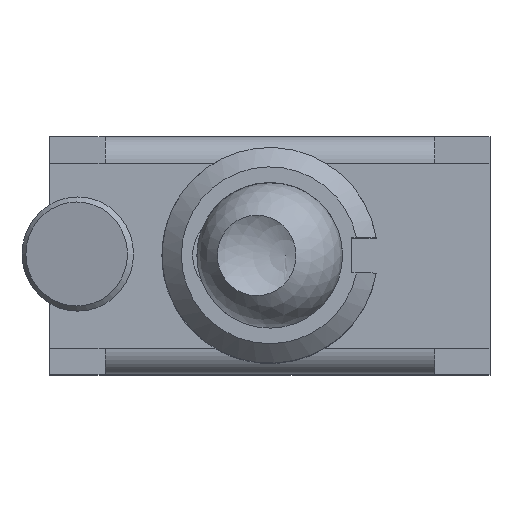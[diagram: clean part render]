
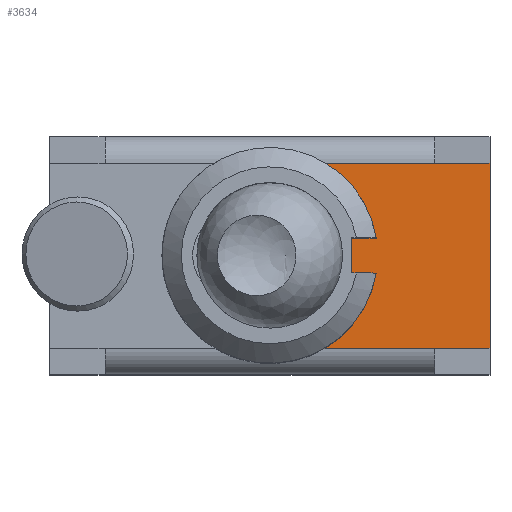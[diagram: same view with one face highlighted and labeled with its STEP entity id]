
A CAD part, top view. The second image highlights one B-rep face of the part: STEP entity #3634.
In plain terms, the highlighted planar face has unit normal (0, 0, 1).
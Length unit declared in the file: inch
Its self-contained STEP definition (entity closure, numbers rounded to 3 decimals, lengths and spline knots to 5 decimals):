
#118=PLANE('',#3975);
#380=FACE_OUTER_BOUND('',#609,.T.);
#609=EDGE_LOOP('',(#2989,#2990,#2991,#2992,#2993,#2994,#2995,#2996,#2997,
#2998));
#890=LINE('',#5763,#1290);
#893=LINE('',#5769,#1293);
#895=LINE('',#5772,#1295);
#901=LINE('',#5789,#1301);
#902=LINE('',#5791,#1302);
#903=LINE('',#5793,#1303);
#904=LINE('',#5795,#1304);
#905=LINE('',#5796,#1305);
#1290=VECTOR('',#4676,0.3937);
#1293=VECTOR('',#4681,0.3937);
#1295=VECTOR('',#4685,0.3937);
#1301=VECTOR('',#4703,0.3937);
#1302=VECTOR('',#4704,0.3937);
#1303=VECTOR('',#4705,0.3937);
#1304=VECTOR('',#4706,0.3937);
#1305=VECTOR('',#4707,0.3937);
#1602=CIRCLE('',#3971,0.12244);
#1604=CIRCLE('',#3973,0.12244);
#1788=VERTEX_POINT('',#5732);
#1790=VERTEX_POINT('',#5737);
#1797=VERTEX_POINT('',#5760);
#1798=VERTEX_POINT('',#5762);
#1799=VERTEX_POINT('',#5766);
#1800=VERTEX_POINT('',#5768);
#1805=VERTEX_POINT('',#5788);
#1806=VERTEX_POINT('',#5790);
#1807=VERTEX_POINT('',#5792);
#1808=VERTEX_POINT('',#5794);
#2211=EDGE_CURVE('',#1798,#1797,#890,.T.);
#2214=EDGE_CURVE('',#1800,#1799,#893,.T.);
#2216=EDGE_CURVE('',#1799,#1798,#895,.T.);
#2217=EDGE_CURVE('',#1790,#1800,#1602,.T.);
#2219=EDGE_CURVE('',#1797,#1788,#1604,.T.);
#2225=EDGE_CURVE('',#1788,#1805,#901,.T.);
#2226=EDGE_CURVE('',#1805,#1806,#902,.T.);
#2227=EDGE_CURVE('',#1806,#1807,#903,.T.);
#2228=EDGE_CURVE('',#1808,#1807,#904,.T.);
#2229=EDGE_CURVE('',#1790,#1808,#905,.T.);
#2989=ORIENTED_EDGE('',*,*,#2217,.T.);
#2990=ORIENTED_EDGE('',*,*,#2214,.T.);
#2991=ORIENTED_EDGE('',*,*,#2216,.T.);
#2992=ORIENTED_EDGE('',*,*,#2211,.T.);
#2993=ORIENTED_EDGE('',*,*,#2219,.T.);
#2994=ORIENTED_EDGE('',*,*,#2225,.T.);
#2995=ORIENTED_EDGE('',*,*,#2226,.T.);
#2996=ORIENTED_EDGE('',*,*,#2227,.T.);
#2997=ORIENTED_EDGE('',*,*,#2228,.F.);
#2998=ORIENTED_EDGE('',*,*,#2229,.F.);
#3634=ADVANCED_FACE('',(#380),#118,.T.);
#3971=AXIS2_PLACEMENT_3D('',#5774,#4688,#4689);
#3973=AXIS2_PLACEMENT_3D('',#5776,#4692,#4693);
#3975=AXIS2_PLACEMENT_3D('',#5787,#4701,#4702);
#4676=DIRECTION('',(1.,0.,0.));
#4681=DIRECTION('',(-1.,0.,0.));
#4685=DIRECTION('',(0.,-1.,0.));
#4688=DIRECTION('center_axis',(0.,0.,-1.));
#4689=DIRECTION('ref_axis',(0.986,0.164,0.));
#4692=DIRECTION('center_axis',(0.,0.,-1.));
#4693=DIRECTION('ref_axis',(0.986,0.164,0.));
#4701=DIRECTION('center_axis',(0.,0.,1.));
#4702=DIRECTION('ref_axis',(0.,-1.,0.));
#4703=DIRECTION('',(1.,0.,0.));
#4704=DIRECTION('',(1.,0.,0.));
#4705=DIRECTION('',(0.,1.,0.));
#4706=DIRECTION('',(1.,0.,0.));
#4707=DIRECTION('',(1.,0.,0.));
#5732=CARTESIAN_POINT('',(0.06279,-0.10512,0.35));
#5737=CARTESIAN_POINT('',(0.06279,0.10512,0.35));
#5760=CARTESIAN_POINT('',(0.12078,-0.02008,0.35));
#5762=CARTESIAN_POINT('',(0.09283,-0.02008,0.35));
#5763=CARTESIAN_POINT('',(0.04642,-0.02008,0.35));
#5766=CARTESIAN_POINT('',(0.09283,0.02008,0.35));
#5768=CARTESIAN_POINT('',(0.12078,0.02008,0.35));
#5769=CARTESIAN_POINT('',(0.06039,0.02008,0.35));
#5772=CARTESIAN_POINT('',(0.09283,0.0626,0.35));
#5774=CARTESIAN_POINT('Origin',(0.,0.,
0.35));
#5776=CARTESIAN_POINT('Origin',(0.,0.,
0.35));
#5787=CARTESIAN_POINT('Origin',(0.,0.10512,0.35));
#5788=CARTESIAN_POINT('',(0.18701,-0.10512,0.35));
#5789=CARTESIAN_POINT('',(0.,-0.10512,0.35));
#5790=CARTESIAN_POINT('',(0.25,-0.10512,0.35));
#5791=CARTESIAN_POINT('',(0.18701,-0.10512,0.35));
#5792=CARTESIAN_POINT('',(0.25,0.10512,0.35));
#5793=CARTESIAN_POINT('',(0.25,0.10512,0.35));
#5794=CARTESIAN_POINT('',(0.18701,0.10512,0.35));
#5795=CARTESIAN_POINT('',(0.18701,0.10512,0.35));
#5796=CARTESIAN_POINT('',(0.,0.10512,0.35));
